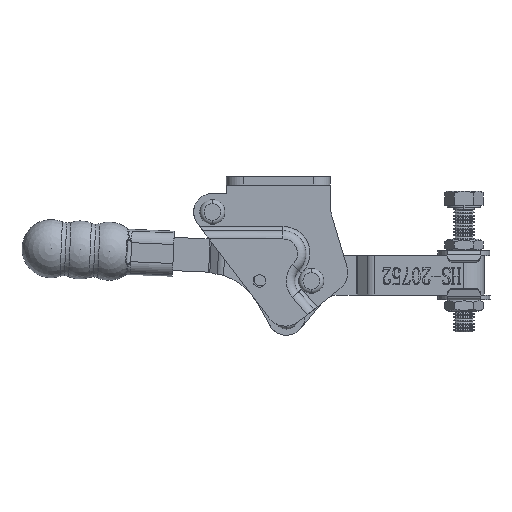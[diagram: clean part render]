
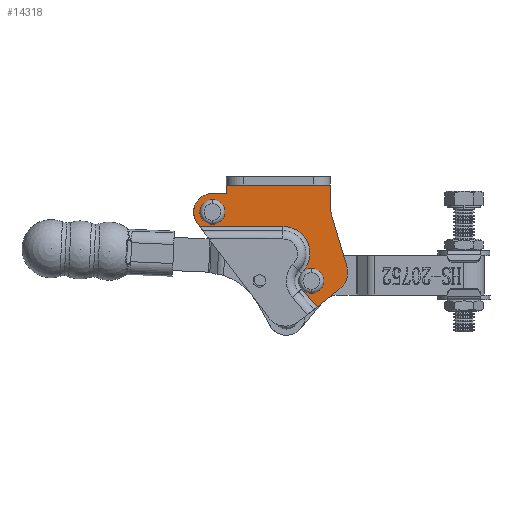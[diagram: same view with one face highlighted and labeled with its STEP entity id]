
A CAD part, left-side view. The second image highlights one B-rep face of the part: STEP entity #14318.
In plain terms, the highlighted face is planar.
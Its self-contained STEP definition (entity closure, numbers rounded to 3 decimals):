
#3679 = FACE_BOUND ( 'NONE', #26921, .T. ) ;
#3683 = FACE_BOUND ( 'NONE', #26899, .T. ) ;
#3685 = FACE_OUTER_BOUND ( 'NONE', #26918, .T. ) ;
#5033 = EDGE_CURVE ( 'NONE', #28079, #28563, #8375, .T. ) ;
#5037 = EDGE_CURVE ( 'NONE', #27993, #27998, #8346, .T. ) ;
#5063 = EDGE_CURVE ( 'NONE', #13419, #27032, #8263, .T. ) ;
#5071 = EDGE_CURVE ( 'NONE', #27029, #26011, #8252, .T. ) ;
#5098 = EDGE_CURVE ( 'NONE', #26011, #28532, #8213, .T. ) ;
#5103 = EDGE_CURVE ( 'NONE', #28532, #28330, #8216, .T. ) ;
#5108 = EDGE_CURVE ( 'NONE', #28683, #28549, #8209, .T. ) ;
#5113 = EDGE_CURVE ( 'NONE', #28549, #13419, #8199, .T. ) ;
#5115 = EDGE_CURVE ( 'NONE', #27998, #27993, #8188, .T. ) ;
#5118 = EDGE_CURVE ( 'NONE', #28563, #28079, #8186, .T. ) ;
#5133 = EDGE_CURVE ( 'NONE', #28330, #28672, #8112, .T. ) ;
#5144 = EDGE_CURVE ( 'NONE', #24045, #28683, #8100, .T. ) ;
#5152 = EDGE_CURVE ( 'NONE', #28672, #24045, #8091, .T. ) ;
#5154 = EDGE_CURVE ( 'NONE', #27032, #24035, #8088, .T. ) ;
#5155 = EDGE_CURVE ( 'NONE', #24035, #24047, #8087, .T. ) ;
#5157 = EDGE_CURVE ( 'NONE', #24047, #24039, #8085, .T. ) ;
#5158 = EDGE_CURVE ( 'NONE', #24039, #27029, #8084, .T. ) ;
#7446 = DIRECTION ( 'NONE',  ( 0., 0., 1. ) ) ;
#7450 = PLANE ( 'NONE',  #17610 ) ;
#7452 = CARTESIAN_POINT ( 'NONE',  ( 6.8, 2., 6.6 ) ) ;
#7456 = DIRECTION ( 'NONE',  ( 0., 1., 0. ) ) ;
#8082 = VECTOR ( 'NONE', #23169, 1000. ) ;
#8084 = LINE ( 'NONE', #23170, #8082 ) ;
#8085 = CIRCLE ( 'NONE', #16214, 3. ) ;
#8086 = VECTOR ( 'NONE', #23186, 1000. ) ;
#8087 = CIRCLE ( 'NONE', #16211, 6.5 ) ;
#8088 = LINE ( 'NONE', #23188, #8086 ) ;
#8089 = VECTOR ( 'NONE', #23201, 1000. ) ;
#8091 = LINE ( 'NONE', #23203, #8089 ) ;
#8098 = VECTOR ( 'NONE', #23237, 1000. ) ;
#8100 = LINE ( 'NONE', #23240, #8098 ) ;
#8109 = VECTOR ( 'NONE', #23271, 1000. ) ;
#8112 = LINE ( 'NONE', #23272, #8109 ) ;
#8186 = CIRCLE ( 'NONE', #16177, 1.5 ) ;
#8188 = CIRCLE ( 'NONE', #16172, 1.5 ) ;
#8199 = CIRCLE ( 'NONE', #16168, 4.5 ) ;
#8200 = VECTOR ( 'NONE', #23338, 1000. ) ;
#8206 = VECTOR ( 'NONE', #23345, 1000. ) ;
#8209 = LINE ( 'NONE', #23352, #8200 ) ;
#8213 = CIRCLE ( 'NONE', #16163, 5. ) ;
#8216 = LINE ( 'NONE', #23350, #8206 ) ;
#8244 = VECTOR ( 'NONE', #23421, 1000. ) ;
#8252 = LINE ( 'NONE', #23433, #8244 ) ;
#8262 = VECTOR ( 'NONE', #23451, 1000. ) ;
#8263 = LINE ( 'NONE', #23453, #8262 ) ;
#8346 = CIRCLE ( 'NONE', #16101, 1.5 ) ;
#8375 = CIRCLE ( 'NONE', #16096, 1.5 ) ;
#13419 = VERTEX_POINT ( 'NONE', #15958 ) ;
#14318 = ADVANCED_FACE ( 'NONE', ( #3683, #3679, #3685 ), #7450, .T. ) ;
#15958 = CARTESIAN_POINT ( 'NONE',  ( 27.418, 2., 13.887 ) ) ;
#16096 = AXIS2_PLACEMENT_3D ( 'NONE', #23541, #23540, #23539 ) ;
#16101 = AXIS2_PLACEMENT_3D ( 'NONE', #23531, #23530, #23529 ) ;
#16163 = AXIS2_PLACEMENT_3D ( 'NONE', #23356, #23355, #23353 ) ;
#16168 = AXIS2_PLACEMENT_3D ( 'NONE', #23330, #23329, #23328 ) ;
#16172 = AXIS2_PLACEMENT_3D ( 'NONE', #23324, #23323, #23322 ) ;
#16177 = AXIS2_PLACEMENT_3D ( 'NONE', #23314, #23313, #23312 ) ;
#16211 = AXIS2_PLACEMENT_3D ( 'NONE', #23167, #23165, #23164 ) ;
#16214 = AXIS2_PLACEMENT_3D ( 'NONE', #23155, #23154, #23153 ) ;
#17475 = ORIENTED_EDGE ( 'NONE', *, *, #5113, .T. ) ;
#17476 = ORIENTED_EDGE ( 'NONE', *, *, #5108, .T. ) ;
#17478 = ORIENTED_EDGE ( 'NONE', *, *, #5144, .T. ) ;
#17484 = ORIENTED_EDGE ( 'NONE', *, *, #5152, .T. ) ;
#17485 = ORIENTED_EDGE ( 'NONE', *, *, #5133, .T. ) ;
#17487 = ORIENTED_EDGE ( 'NONE', *, *, #5103, .T. ) ;
#17490 = ORIENTED_EDGE ( 'NONE', *, *, #5098, .T. ) ;
#17493 = ORIENTED_EDGE ( 'NONE', *, *, #5071, .T. ) ;
#17495 = ORIENTED_EDGE ( 'NONE', *, *, #5158, .T. ) ;
#17497 = ORIENTED_EDGE ( 'NONE', *, *, #5157, .T. ) ;
#17498 = ORIENTED_EDGE ( 'NONE', *, *, #5155, .T. ) ;
#17499 = ORIENTED_EDGE ( 'NONE', *, *, #5154, .T. ) ;
#17501 = ORIENTED_EDGE ( 'NONE', *, *, #5063, .T. ) ;
#17506 = ORIENTED_EDGE ( 'NONE', *, *, #5118, .F. ) ;
#17516 = ORIENTED_EDGE ( 'NONE', *, *, #5033, .F. ) ;
#17522 = ORIENTED_EDGE ( 'NONE', *, *, #5115, .F. ) ;
#17523 = ORIENTED_EDGE ( 'NONE', *, *, #5037, .F. ) ;
#17610 = AXIS2_PLACEMENT_3D ( 'NONE', #7452, #7456, #7446 ) ;
#21027 = CARTESIAN_POINT ( 'NONE',  ( 20.428, 2., 21.1 ) ) ;
#21036 = CARTESIAN_POINT ( 'NONE',  ( -4.572, 2., 23.1 ) ) ;
#21129 = CARTESIAN_POINT ( 'NONE',  ( 23.828, 2., 18.1 ) ) ;
#21142 = CARTESIAN_POINT ( 'NONE',  ( 23.828, 2., 21.1 ) ) ;
#21158 = CARTESIAN_POINT ( 'NONE',  ( -8.597, 2., 3.41 ) ) ;
#21345 = CARTESIAN_POINT ( 'NONE',  ( -4.572, 2., 17.1 ) ) ;
#23153 = DIRECTION ( 'NONE',  ( 0., 0., 1. ) ) ;
#23154 = DIRECTION ( 'NONE',  ( 0., 1., 0. ) ) ;
#23155 = CARTESIAN_POINT ( 'NONE',  ( 0., 2., 0. ) ) ;
#23164 = DIRECTION ( 'NONE',  ( 0., 0., 1. ) ) ;
#23165 = DIRECTION ( 'NONE',  ( 0., -1., 0. ) ) ;
#23167 = CARTESIAN_POINT ( 'NONE',  ( 6.8, 2., 6.6 ) ) ;
#23169 = DIRECTION ( 'NONE',  ( -0.65, 0., -0.76 ) ) ;
#23170 = CARTESIAN_POINT ( 'NONE',  ( 8.412, 2., 5.222 ) ) ;
#23186 = DIRECTION ( 'NONE',  ( -1., 0., 0. ) ) ;
#23188 = CARTESIAN_POINT ( 'NONE',  ( 6.8, 2., 13.1 ) ) ;
#23201 = DIRECTION ( 'NONE',  ( 1., 0., 0. ) ) ;
#23203 = CARTESIAN_POINT ( 'NONE',  ( -13.186, 2., 23.1 ) ) ;
#23237 = DIRECTION ( 'NONE',  ( 0., 0., -1. ) ) ;
#23240 = CARTESIAN_POINT ( 'NONE',  ( 20.428, 2., 21.1 ) ) ;
#23271 = DIRECTION ( 'NONE',  ( 0., 0., 1. ) ) ;
#23272 = CARTESIAN_POINT ( 'NONE',  ( -4.572, 2., 17.1 ) ) ;
#23312 = DIRECTION ( 'NONE',  ( 0., 0., 1. ) ) ;
#23313 = DIRECTION ( 'NONE',  ( 0., 1., 0. ) ) ;
#23314 = CARTESIAN_POINT ( 'NONE',  ( 23.828, 2., 16.6 ) ) ;
#23322 = DIRECTION ( 'NONE',  ( 0., 0., 1. ) ) ;
#23323 = DIRECTION ( 'NONE',  ( 0., 1., 0. ) ) ;
#23324 = CARTESIAN_POINT ( 'NONE',  ( 0., 2., 0. ) ) ;
#23328 = DIRECTION ( 'NONE',  ( 0., 0., 1. ) ) ;
#23329 = DIRECTION ( 'NONE',  ( 0., 1., 0. ) ) ;
#23330 = CARTESIAN_POINT ( 'NONE',  ( 23.828, 2., 16.6 ) ) ;
#23338 = DIRECTION ( 'NONE',  ( 1., 0., 0. ) ) ;
#23345 = DIRECTION ( 'NONE',  ( 0.282, 0., 0.959 ) ) ;
#23350 = CARTESIAN_POINT ( 'NONE',  ( -8.597, 2., 3.41 ) ) ;
#23352 = CARTESIAN_POINT ( 'NONE',  ( 23.828, 2., 21.1 ) ) ;
#23353 = DIRECTION ( 'NONE',  ( 0., 0., 1. ) ) ;
#23355 = DIRECTION ( 'NONE',  ( 0., 1., 0. ) ) ;
#23356 = CARTESIAN_POINT ( 'NONE',  ( -3.8, 2., 2. ) ) ;
#23421 = DIRECTION ( 'NONE',  ( -0.785, 0., 0.62 ) ) ;
#23433 = CARTESIAN_POINT ( 'NONE',  ( -6.899, 2., -1.923 ) ) ;
#23451 = DIRECTION ( 'NONE',  ( -0.603, 0., -0.798 ) ) ;
#23453 = CARTESIAN_POINT ( 'NONE',  ( 10.189, 2., -8.914 ) ) ;
#23529 = DIRECTION ( 'NONE',  ( 0., 0., 1. ) ) ;
#23530 = DIRECTION ( 'NONE',  ( 0., 1., 0. ) ) ;
#23531 = CARTESIAN_POINT ( 'NONE',  ( 0., 2., 0. ) ) ;
#23539 = DIRECTION ( 'NONE',  ( 0., 0., 1. ) ) ;
#23540 = DIRECTION ( 'NONE',  ( 0., 1., 0. ) ) ;
#23541 = CARTESIAN_POINT ( 'NONE',  ( 23.828, 2., 16.6 ) ) ;
#24035 = VERTEX_POINT ( 'NONE', #29989 ) ;
#24039 = VERTEX_POINT ( 'NONE', #30007 ) ;
#24045 = VERTEX_POINT ( 'NONE', #30101 ) ;
#24047 = VERTEX_POINT ( 'NONE', #29652 ) ;
#26011 = VERTEX_POINT ( 'NONE', #29395 ) ;
#26899 = EDGE_LOOP ( 'NONE', ( #17523, #17522 ) ) ;
#26918 = EDGE_LOOP ( 'NONE', ( #17501, #17499, #17498, #17497, #17495, #17493, #17490, #17487, #17485, #17484, #17478, #17476, #17475 ) ) ;
#26921 = EDGE_LOOP ( 'NONE', ( #17516, #17506 ) ) ;
#27029 = VERTEX_POINT ( 'NONE', #29957 ) ;
#27032 = VERTEX_POINT ( 'NONE', #29903 ) ;
#27993 = VERTEX_POINT ( 'NONE', #28845 ) ;
#27998 = VERTEX_POINT ( 'NONE', #28833 ) ;
#28079 = VERTEX_POINT ( 'NONE', #29311 ) ;
#28330 = VERTEX_POINT ( 'NONE', #21345 ) ;
#28532 = VERTEX_POINT ( 'NONE', #21158 ) ;
#28549 = VERTEX_POINT ( 'NONE', #21142 ) ;
#28563 = VERTEX_POINT ( 'NONE', #21129 ) ;
#28672 = VERTEX_POINT ( 'NONE', #21036 ) ;
#28683 = VERTEX_POINT ( 'NONE', #21027 ) ;
#28833 = CARTESIAN_POINT ( 'NONE',  ( 0., 2., 1.5 ) ) ;
#28845 = CARTESIAN_POINT ( 'NONE',  ( 0., 2., -1.5 ) ) ;
#29311 = CARTESIAN_POINT ( 'NONE',  ( 23.828, 2., 15.1 ) ) ;
#29395 = CARTESIAN_POINT ( 'NONE',  ( -6.899, 2., -1.923 ) ) ;
#29652 = CARTESIAN_POINT ( 'NONE',  ( 2.358, 2., 1.854 ) ) ;
#29903 = CARTESIAN_POINT ( 'NONE',  ( 26.823, 2., 13.1 ) ) ;
#29957 = CARTESIAN_POINT ( 'NONE',  ( -1.407, 2., -6.262 ) ) ;
#29989 = CARTESIAN_POINT ( 'NONE',  ( 6.8, 2., 13.1 ) ) ;
#30007 = CARTESIAN_POINT ( 'NONE',  ( 2.28, 2., -1.95 ) ) ;
#30101 = CARTESIAN_POINT ( 'NONE',  ( 20.428, 2., 23.1 ) ) ;
